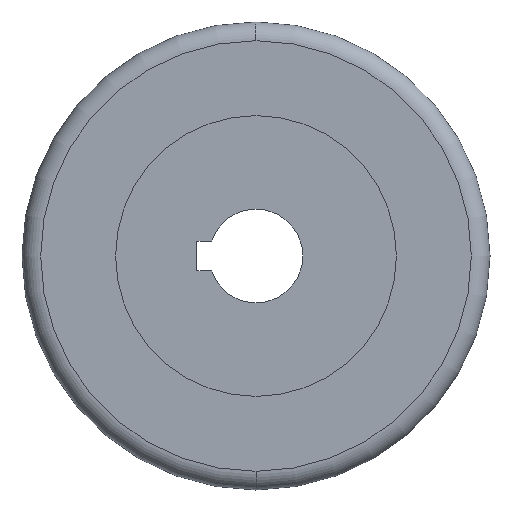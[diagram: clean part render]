
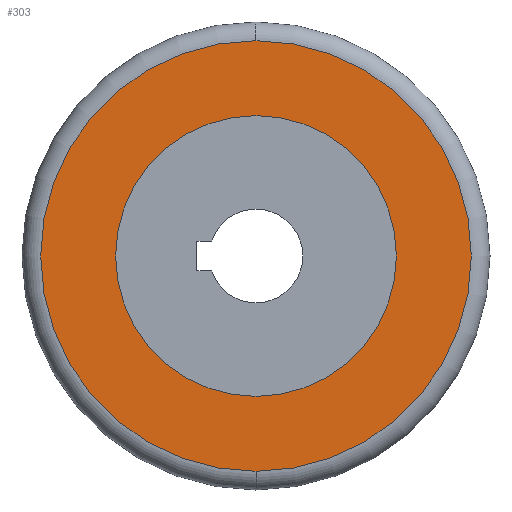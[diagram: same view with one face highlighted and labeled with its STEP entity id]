
A CAD part, left-side view. The second image highlights one B-rep face of the part: STEP entity #303.
In plain terms, the highlighted planar face has unit normal (-1, 0, 0).
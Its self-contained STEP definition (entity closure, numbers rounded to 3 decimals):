
#4 = EDGE_LOOP ( 'NONE', ( #20, #702 ) ) ;
#20 = ORIENTED_EDGE ( 'NONE', *, *, #353, .T. ) ;
#58 = CARTESIAN_POINT ( 'NONE',  ( -20., 62.5, 0. ) ) ;
#70 = DIRECTION ( 'NONE',  ( -1., 0., 0. ) ) ;
#103 = CARTESIAN_POINT ( 'NONE',  ( -20., 0., -57.5 ) ) ;
#126 = EDGE_CURVE ( 'NONE', #574, #403, #661, .T. ) ;
#127 = FACE_BOUND ( 'NONE', #540, .T. ) ;
#139 = EDGE_CURVE ( 'NONE', #693, #550, #184, .T. ) ;
#159 = CIRCLE ( 'NONE', #584, 37.5 ) ;
#162 = DIRECTION ( 'NONE',  ( -1., 0., 0. ) ) ;
#184 = CIRCLE ( 'NONE', #736, 37.5 ) ;
#186 = AXIS2_PLACEMENT_3D ( 'NONE', #366, #162, #729 ) ;
#197 = FACE_OUTER_BOUND ( 'NONE', #4, .T. ) ;
#225 = ORIENTED_EDGE ( 'NONE', *, *, #139, .F. ) ;
#227 = DIRECTION ( 'NONE',  ( 0., 0., -1. ) ) ;
#244 = AXIS2_PLACEMENT_3D ( 'NONE', #58, #618, #614 ) ;
#298 = DIRECTION ( 'NONE',  ( 0., 0., 1. ) ) ;
#303 = ADVANCED_FACE ( 'NONE', ( #197, #127 ), #692, .F. ) ;
#353 = EDGE_CURVE ( 'NONE', #403, #574, #579, .T. ) ;
#364 = DIRECTION ( 'NONE',  ( -1., 0., 0. ) ) ;
#366 = CARTESIAN_POINT ( 'NONE',  ( -20., 0., 0. ) ) ;
#403 = VERTEX_POINT ( 'NONE', #103 ) ;
#454 = ORIENTED_EDGE ( 'NONE', *, *, #900, .F. ) ;
#480 = CARTESIAN_POINT ( 'NONE',  ( -20., 0., 57.5 ) ) ;
#482 = CARTESIAN_POINT ( 'NONE',  ( -20., 0., 0. ) ) ;
#540 = EDGE_LOOP ( 'NONE', ( #454, #225 ) ) ;
#550 = VERTEX_POINT ( 'NONE', #632 ) ;
#561 = CARTESIAN_POINT ( 'NONE',  ( -20., 0., 0. ) ) ;
#574 = VERTEX_POINT ( 'NONE', #480 ) ;
#579 = CIRCLE ( 'NONE', #186, 57.5 ) ;
#584 = AXIS2_PLACEMENT_3D ( 'NONE', #784, #864, #298 ) ;
#609 = AXIS2_PLACEMENT_3D ( 'NONE', #561, #364, #227 ) ;
#614 = DIRECTION ( 'NONE',  ( 0., 0., -1. ) ) ;
#618 = DIRECTION ( 'NONE',  ( 1., 0., 0. ) ) ;
#632 = CARTESIAN_POINT ( 'NONE',  ( -20., 0., -37.5 ) ) ;
#661 = CIRCLE ( 'NONE', #609, 57.5 ) ;
#684 = CARTESIAN_POINT ( 'NONE',  ( -20., 0., 37.5 ) ) ;
#692 = PLANE ( 'NONE',  #244 ) ;
#693 = VERTEX_POINT ( 'NONE', #684 ) ;
#702 = ORIENTED_EDGE ( 'NONE', *, *, #126, .T. ) ;
#729 = DIRECTION ( 'NONE',  ( 0., 0., -1. ) ) ;
#736 = AXIS2_PLACEMENT_3D ( 'NONE', #482, #70, #796 ) ;
#784 = CARTESIAN_POINT ( 'NONE',  ( -20., 0., 0. ) ) ;
#796 = DIRECTION ( 'NONE',  ( 0., 0., 1. ) ) ;
#864 = DIRECTION ( 'NONE',  ( -1., 0., 0. ) ) ;
#900 = EDGE_CURVE ( 'NONE', #550, #693, #159, .T. ) ;
